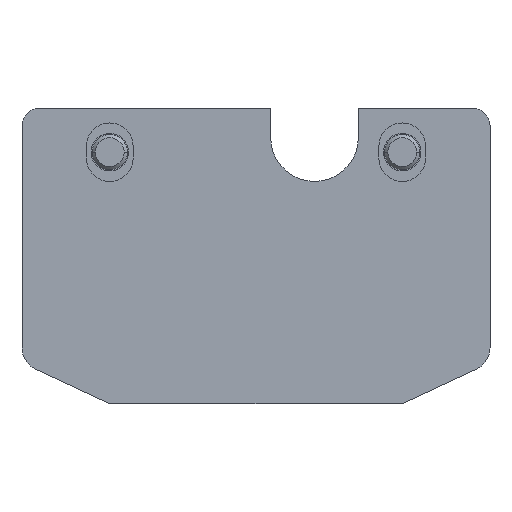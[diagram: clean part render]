
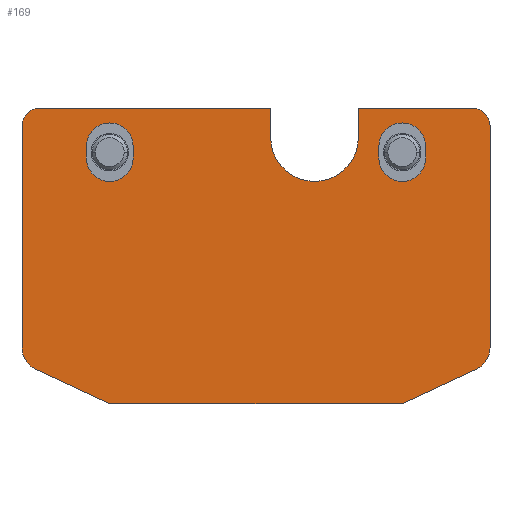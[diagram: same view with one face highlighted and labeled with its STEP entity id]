
A CAD part, left-side view. The second image highlights one B-rep face of the part: STEP entity #169.
In plain terms, the highlighted planar face has unit normal (-1, 0, 0).
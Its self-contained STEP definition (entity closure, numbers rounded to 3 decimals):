
#169=ADVANCED_FACE('',(#383,#384,#385),#386,.F.);
#383=FACE_OUTER_BOUND('',#673,.T.);
#384=FACE_BOUND('',#674,.T.);
#385=FACE_BOUND('',#675,.T.);
#386=PLANE('',#676);
#673=EDGE_LOOP('',(#1002,#1003,#1004,#1005,#1006,#1007,#1008,#1009,#1010,#1011,#1012,#1013,#1014,#1015,#1016));
#674=EDGE_LOOP('',(#1017,#1018,#1019,#1020,#1021,#1022));
#675=EDGE_LOOP('',(#1023,#1024,#1025,#1026,#1027,#1028));
#676=AXIS2_PLACEMENT_3D('',#1029,#1030,#1031);
#1002=ORIENTED_EDGE('',*,*,#1677,.T.);
#1003=ORIENTED_EDGE('',*,*,#1678,.T.);
#1004=ORIENTED_EDGE('',*,*,#1679,.T.);
#1005=ORIENTED_EDGE('',*,*,#1680,.T.);
#1006=ORIENTED_EDGE('',*,*,#1681,.F.);
#1007=ORIENTED_EDGE('',*,*,#1682,.F.);
#1008=ORIENTED_EDGE('',*,*,#1683,.F.);
#1009=ORIENTED_EDGE('',*,*,#1684,.F.);
#1010=ORIENTED_EDGE('',*,*,#1656,.F.);
#1011=ORIENTED_EDGE('',*,*,#1618,.F.);
#1012=ORIENTED_EDGE('',*,*,#1685,.F.);
#1013=ORIENTED_EDGE('',*,*,#1686,.F.);
#1014=ORIENTED_EDGE('',*,*,#1687,.F.);
#1015=ORIENTED_EDGE('',*,*,#1688,.F.);
#1016=ORIENTED_EDGE('',*,*,#1643,.F.);
#1017=ORIENTED_EDGE('',*,*,#1638,.T.);
#1018=ORIENTED_EDGE('',*,*,#1689,.T.);
#1019=ORIENTED_EDGE('',*,*,#1690,.T.);
#1020=ORIENTED_EDGE('',*,*,#1691,.T.);
#1021=ORIENTED_EDGE('',*,*,#1692,.T.);
#1022=ORIENTED_EDGE('',*,*,#1693,.T.);
#1023=ORIENTED_EDGE('',*,*,#1694,.T.);
#1024=ORIENTED_EDGE('',*,*,#1662,.T.);
#1025=ORIENTED_EDGE('',*,*,#1695,.T.);
#1026=ORIENTED_EDGE('',*,*,#1696,.T.);
#1027=ORIENTED_EDGE('',*,*,#1697,.T.);
#1028=ORIENTED_EDGE('',*,*,#1698,.T.);
#1029=CARTESIAN_POINT('',(0.,-25.0,-16.546));
#1030=DIRECTION('',(1.0,0.0,0.));
#1031=DIRECTION('',(0.,0.0,-1.0));
#1618=EDGE_CURVE('',#1900,#1902,#1903,.T.);
#1638=EDGE_CURVE('',#1938,#1935,#1939,.T.);
#1643=EDGE_CURVE('',#1945,#1947,#1948,.T.);
#1656=EDGE_CURVE('',#1902,#1969,#1970,.T.);
#1662=EDGE_CURVE('',#1973,#1978,#1980,.T.);
#1677=EDGE_CURVE('',#1945,#2003,#2004,.T.);
#1678=EDGE_CURVE('',#2003,#2005,#2006,.T.);
#1679=EDGE_CURVE('',#2005,#2007,#2008,.T.);
#1680=EDGE_CURVE('',#2007,#2009,#2010,.T.);
#1681=EDGE_CURVE('',#2011,#2009,#2012,.T.);
#1682=EDGE_CURVE('',#2013,#2011,#2014,.T.);
#1683=EDGE_CURVE('',#2015,#2013,#2016,.T.);
#1684=EDGE_CURVE('',#1969,#2015,#2017,.T.);
#1685=EDGE_CURVE('',#2018,#1900,#2019,.T.);
#1686=EDGE_CURVE('',#2020,#2018,#2021,.T.);
#1687=EDGE_CURVE('',#2022,#2020,#2023,.T.);
#1688=EDGE_CURVE('',#1947,#2022,#2024,.T.);
#1689=EDGE_CURVE('',#1935,#2025,#2026,.T.);
#1690=EDGE_CURVE('',#2025,#2027,#2028,.T.);
#1691=EDGE_CURVE('',#2027,#2029,#2030,.T.);
#1692=EDGE_CURVE('',#2029,#2031,#2032,.T.);
#1693=EDGE_CURVE('',#2031,#1938,#2033,.T.);
#1694=EDGE_CURVE('',#2034,#1973,#2035,.T.);
#1695=EDGE_CURVE('',#1978,#2036,#2037,.T.);
#1696=EDGE_CURVE('',#2036,#2038,#2039,.T.);
#1697=EDGE_CURVE('',#2038,#2040,#2041,.T.);
#1698=EDGE_CURVE('',#2040,#2034,#2042,.T.);
#1900=VERTEX_POINT('',#2324);
#1902=VERTEX_POINT('',#2327);
#1903=LINE('',#2328,#2329);
#1935=VERTEX_POINT('',#2389);
#1938=VERTEX_POINT('',#2393);
#1939=CIRCLE('',#2394,4.0);
#1945=VERTEX_POINT('',#2401);
#1947=VERTEX_POINT('',#2404);
#1948=LINE('',#2405,#2406);
#1969=VERTEX_POINT('',#2435);
#1970=LINE('',#2436,#2437);
#1973=VERTEX_POINT('',#2441);
#1978=VERTEX_POINT('',#2447);
#1980=CIRCLE('',#2450,4.0);
#2003=VERTEX_POINT('',#2510);
#2004=LINE('',#2511,#2512);
#2005=VERTEX_POINT('',#2513);
#2006=CIRCLE('',#2514,7.5);
#2007=VERTEX_POINT('',#2515);
#2008=CIRCLE('',#2516,7.5);
#2009=VERTEX_POINT('',#2517);
#2010=LINE('',#2518,#2519);
#2011=VERTEX_POINT('',#2520);
#2012=LINE('',#2521,#2522);
#2013=VERTEX_POINT('',#2523);
#2014=CIRCLE('',#2524,3.0);
#2015=VERTEX_POINT('',#2525);
#2016=LINE('',#2526,#2527);
#2017=CIRCLE('',#2528,4.);
#2018=VERTEX_POINT('',#2529);
#2019=LINE('',#2530,#2531);
#2020=VERTEX_POINT('',#2532);
#2021=CIRCLE('',#2533,4.0);
#2022=VERTEX_POINT('',#2534);
#2023=LINE('',#2535,#2536);
#2024=CIRCLE('',#2537,3.0);
#2025=VERTEX_POINT('',#2538);
#2026=CIRCLE('',#2539,4.0);
#2027=VERTEX_POINT('',#2540);
#2028=LINE('',#2541,#2542);
#2029=VERTEX_POINT('',#2543);
#2030=CIRCLE('',#2544,4.0);
#2031=VERTEX_POINT('',#2545);
#2032=CIRCLE('',#2546,4.0);
#2033=LINE('',#2547,#2548);
#2034=VERTEX_POINT('',#2549);
#2035=CIRCLE('',#2550,4.0);
#2036=VERTEX_POINT('',#2551);
#2037=LINE('',#2552,#2553);
#2038=VERTEX_POINT('',#2554);
#2039=CIRCLE('',#2555,4.0);
#2040=VERTEX_POINT('',#2556);
#2041=CIRCLE('',#2557,4.0);
#2042=LINE('',#2558,#2559);
#2324=CARTESIAN_POINT('',(0.,-50.0,-43.0));
#2327=CARTESIAN_POINT('',(0.,0.0,-43.0));
#2328=CARTESIAN_POINT('',(0.,-50.0,-43.0));
#2329=VECTOR('',#3047,1.0);
#2389=CARTESIAN_POINT('',(0.,0.,-5.0));
#2393=CARTESIAN_POINT('',(0.,-4.0,-1.0));
#2394=AXIS2_PLACEMENT_3D('',#3073,#3074,#3075);
#2401=CARTESIAN_POINT('',(0.,-42.5,7.5));
#2404=CARTESIAN_POINT('',(0.0,-62.0,7.5));
#2405=CARTESIAN_POINT('',(0.0,12.0,7.5));
#2406=VECTOR('',#3081,1.0);
#2435=CARTESIAN_POINT('',(0.,12.692,-37.077));
#2436=CARTESIAN_POINT('',(0.,0.0,-43.0));
#2437=VECTOR('',#3096,1.0);
#2441=CARTESIAN_POINT('',(0.,-50.0,-5.0));
#2447=CARTESIAN_POINT('',(0.,-46.0,-1.0));
#2450=AXIS2_PLACEMENT_3D('',#3103,#3104,#3105);
#2510=CARTESIAN_POINT('',(0.,-42.5,2.5));
#2511=CARTESIAN_POINT('',(0.,-42.5,-4.523));
#2512=VECTOR('',#3119,1.0);
#2513=CARTESIAN_POINT('',(0.,-35.0,-5.0));
#2514=AXIS2_PLACEMENT_3D('',#3120,#3121,#3122);
#2515=CARTESIAN_POINT('',(0.,-27.5,2.5));
#2516=AXIS2_PLACEMENT_3D('',#3123,#3124,#3125);
#2517=CARTESIAN_POINT('',(0.,-27.5,7.5));
#2518=CARTESIAN_POINT('',(0.,-27.5,-4.523));
#2519=VECTOR('',#3126,1.0);
#2520=CARTESIAN_POINT('',(0.0,12.0,7.5));
#2521=CARTESIAN_POINT('',(0.0,12.0,7.5));
#2522=VECTOR('',#3127,1.0);
#2523=CARTESIAN_POINT('',(0.,15.0,4.5));
#2524=AXIS2_PLACEMENT_3D('',#3128,#3129,#3130);
#2525=CARTESIAN_POINT('',(0.,15.0,-33.453));
#2526=CARTESIAN_POINT('',(0.,15.0,-33.453));
#2527=VECTOR('',#3131,1.0);
#2528=AXIS2_PLACEMENT_3D('',#3132,#3133,#3134);
#2529=CARTESIAN_POINT('',(0.,-62.692,-37.077));
#2530=CARTESIAN_POINT('',(0.,-62.692,-37.077));
#2531=VECTOR('',#3135,1.0);
#2532=CARTESIAN_POINT('',(0.,-65.0,-33.453));
#2533=AXIS2_PLACEMENT_3D('',#3136,#3137,#3138);
#2534=CARTESIAN_POINT('',(0.,-65.0,4.5));
#2535=CARTESIAN_POINT('',(0.,-65.0,4.5));
#2536=VECTOR('',#3139,1.0);
#2537=AXIS2_PLACEMENT_3D('',#3140,#3141,#3142);
#2538=CARTESIAN_POINT('',(0.,4.0,-1.0));
#2539=AXIS2_PLACEMENT_3D('',#3143,#3144,#3145);
#2540=CARTESIAN_POINT('',(0.,4.0,1.0));
#2541=CARTESIAN_POINT('',(0.,4.0,-8.273));
#2542=VECTOR('',#3146,1.0);
#2543=CARTESIAN_POINT('',(0.,0.,5.0));
#2544=AXIS2_PLACEMENT_3D('',#3147,#3148,#3149);
#2545=CARTESIAN_POINT('',(0.,-4.0,1.0));
#2546=AXIS2_PLACEMENT_3D('',#3150,#3151,#3152);
#2547=CARTESIAN_POINT('',(0.,-4.0,-8.273));
#2548=VECTOR('',#3153,1.0);
#2549=CARTESIAN_POINT('',(0.,-54.0,-1.0));
#2550=AXIS2_PLACEMENT_3D('',#3154,#3155,#3156);
#2551=CARTESIAN_POINT('',(0.,-46.0,1.0));
#2552=CARTESIAN_POINT('',(0.,-46.0,-8.273));
#2553=VECTOR('',#3157,1.0);
#2554=CARTESIAN_POINT('',(0.,-50.0,5.0));
#2555=AXIS2_PLACEMENT_3D('',#3158,#3159,#3160);
#2556=CARTESIAN_POINT('',(0.,-54.0,1.0));
#2557=AXIS2_PLACEMENT_3D('',#3161,#3162,#3163);
#2558=CARTESIAN_POINT('',(0.,-54.0,-8.273));
#2559=VECTOR('',#3164,1.0);
#3047=DIRECTION('',(0.0,1.0,0.0));
#3073=CARTESIAN_POINT('',(0.,0.,-1.0));
#3074=DIRECTION('',(1.0,0.0,0.));
#3075=DIRECTION('',(0.,0.,1.0));
#3081=DIRECTION('',(0.0,-1.0,0.0));
#3096=DIRECTION('',(0.,0.906,0.423));
#3103=CARTESIAN_POINT('',(0.,-50.0,-1.0));
#3104=DIRECTION('',(1.0,0.0,0.));
#3105=DIRECTION('',(0.,0.,1.0));
#3119=DIRECTION('',(0.,0.,-1.0));
#3120=CARTESIAN_POINT('',(0.,-35.0,2.5));
#3121=DIRECTION('',(1.0,0.0,0.));
#3122=DIRECTION('',(0.,0.,1.0));
#3123=CARTESIAN_POINT('',(0.,-35.0,2.5));
#3124=DIRECTION('',(1.0,0.0,0.));
#3125=DIRECTION('',(0.,0.,1.0));
#3126=DIRECTION('',(0.,0.,1.0));
#3127=DIRECTION('',(0.0,-1.0,0.0));
#3128=CARTESIAN_POINT('',(0.,12.0,4.5));
#3129=DIRECTION('',(1.0,0.0,0.));
#3130=DIRECTION('',(0.,0.0,-1.0));
#3131=DIRECTION('',(0.,0.0,1.0));
#3132=CARTESIAN_POINT('',(0.,11.0,-33.453));
#3133=DIRECTION('',(1.0,0.0,0.));
#3134=DIRECTION('',(0.,0.0,-1.0));
#3135=DIRECTION('',(0.,0.906,-0.423));
#3136=CARTESIAN_POINT('',(0.,-61.0,-33.453));
#3137=DIRECTION('',(1.0,0.0,0.));
#3138=DIRECTION('',(0.,0.0,-1.0));
#3139=DIRECTION('',(0.,0.0,-1.0));
#3140=CARTESIAN_POINT('',(0.,-62.0,4.5));
#3141=DIRECTION('',(1.0,0.0,0.));
#3142=DIRECTION('',(0.,0.0,-1.0));
#3143=CARTESIAN_POINT('',(0.,0.,-1.0));
#3144=DIRECTION('',(1.0,0.0,0.));
#3145=DIRECTION('',(0.,0.,1.0));
#3146=DIRECTION('',(0.,0.,1.0));
#3147=CARTESIAN_POINT('',(0.,0.,1.0));
#3148=DIRECTION('',(1.0,0.0,0.));
#3149=DIRECTION('',(0.,0.,1.0));
#3150=CARTESIAN_POINT('',(0.,0.,1.0));
#3151=DIRECTION('',(1.0,0.0,0.));
#3152=DIRECTION('',(0.,0.,1.0));
#3153=DIRECTION('',(0.,0.,-1.0));
#3154=CARTESIAN_POINT('',(0.,-50.0,-1.0));
#3155=DIRECTION('',(1.0,0.0,0.));
#3156=DIRECTION('',(0.,0.,1.0));
#3157=DIRECTION('',(0.,0.,1.0));
#3158=CARTESIAN_POINT('',(0.,-50.0,1.0));
#3159=DIRECTION('',(1.0,0.0,0.));
#3160=DIRECTION('',(0.,0.,1.0));
#3161=CARTESIAN_POINT('',(0.,-50.0,1.0));
#3162=DIRECTION('',(1.0,0.0,0.));
#3163=DIRECTION('',(0.,0.,1.0));
#3164=DIRECTION('',(0.,0.,-1.0));
